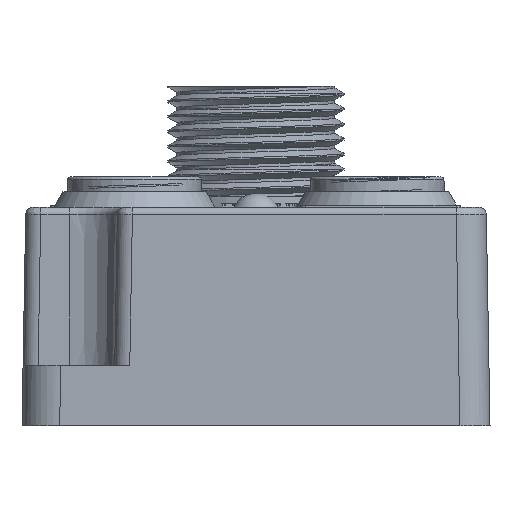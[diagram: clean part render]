
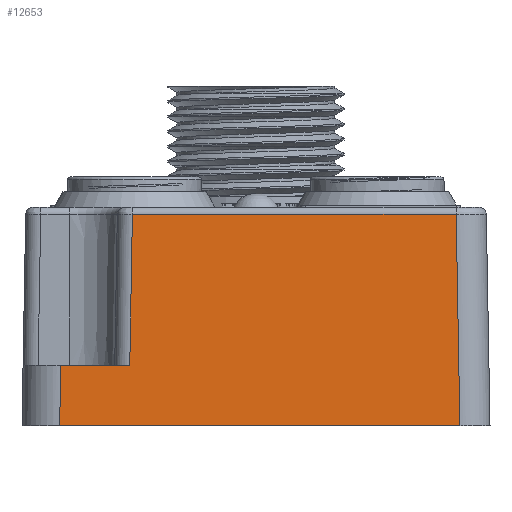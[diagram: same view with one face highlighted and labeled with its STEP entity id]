
A CAD part, front view. The second image highlights one B-rep face of the part: STEP entity #12653.
In plain terms, the highlighted planar face has unit normal (0, -1, 0.018).
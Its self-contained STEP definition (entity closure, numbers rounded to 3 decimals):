
#10928=FACE_OUTER_BOUND('',#18860,.T.);
#12653=ADVANCED_FACE('',(#10928),#14909,.T.);
#14909=PLANE('',#52132);
#18860=EDGE_LOOP('',(#25989,#25990,#25991,#25992,#25993,#25994));
#25989=ORIENTED_EDGE('',*,*,#41014,.T.);
#25990=ORIENTED_EDGE('',*,*,#41060,.T.);
#25991=ORIENTED_EDGE('',*,*,#41061,.T.);
#25992=ORIENTED_EDGE('',*,*,#40055,.F.);
#25993=ORIENTED_EDGE('',*,*,#41062,.T.);
#25994=ORIENTED_EDGE('',*,*,#41063,.T.);
#35999=VERTEX_POINT('',#68277);
#36000=VERTEX_POINT('',#68279);
#36714=VERTEX_POINT('',#71281);
#36715=VERTEX_POINT('',#71283);
#36755=VERTEX_POINT('',#71642);
#36756=VERTEX_POINT('',#71645);
#40055=EDGE_CURVE('',#35999,#36000,#45372,.T.);
#41014=EDGE_CURVE('',#36715,#36714,#46125,.T.);
#41060=EDGE_CURVE('',#36714,#36755,#46139,.T.);
#41061=EDGE_CURVE('',#36755,#36000,#46140,.T.);
#41062=EDGE_CURVE('',#35999,#36756,#46141,.T.);
#41063=EDGE_CURVE('',#36756,#36715,#46142,.T.);
#45372=LINE('',#68278,#48406);
#46125=LINE('',#71282,#49190);
#46139=LINE('',#71641,#49204);
#46140=LINE('',#71643,#49205);
#46141=LINE('',#71644,#49206);
#46142=LINE('',#71646,#49207);
#48406=VECTOR('',#55068,1.);
#49190=VECTOR('',#56506,1.);
#49204=VECTOR('',#56544,1.);
#49205=VECTOR('',#56545,1.);
#49206=VECTOR('',#56546,1.);
#49207=VECTOR('',#56547,1.);
#52132=AXIS2_PLACEMENT_3D('',#71647,#56548,#56549);
#55068=DIRECTION('',(-1.,0.,0.));
#56506=DIRECTION('',(-0.017,-0.017,-1.));
#56544=DIRECTION('',(-1.,0.,0.));
#56545=DIRECTION('',(-0.017,-0.017,-1.));
#56546=DIRECTION('',(-0.017,0.017,1.));
#56547=DIRECTION('',(-1.,0.,0.));
#56548=DIRECTION('',(0.,-1.,0.017));
#56549=DIRECTION('',(0.,0.017,1.));
#68277=CARTESIAN_POINT('',(478.885,-222.054,-14.5));
#68278=CARTESIAN_POINT('',(465.35,-222.054,-14.5));
#68279=CARTESIAN_POINT('',(452.332,-222.054,-14.5));
#71281=CARTESIAN_POINT('',(456.982,-221.984,-10.5));
#71282=CARTESIAN_POINT('',(456.933,-222.034,-13.353));
#71283=CARTESIAN_POINT('',(457.157,-221.809,-0.491));
#71641=CARTESIAN_POINT('',(453.,-221.984,-10.5));
#71642=CARTESIAN_POINT('',(452.402,-221.984,-10.5));
#71643=CARTESIAN_POINT('',(452.354,-222.032,-13.276));
#71644=CARTESIAN_POINT('',(478.864,-222.032,-13.267));
#71645=CARTESIAN_POINT('',(478.641,-221.809,-0.491));
#71646=CARTESIAN_POINT('',(465.35,-221.809,-0.491));
#71647=CARTESIAN_POINT('',(465.35,-222.036,-13.5));
